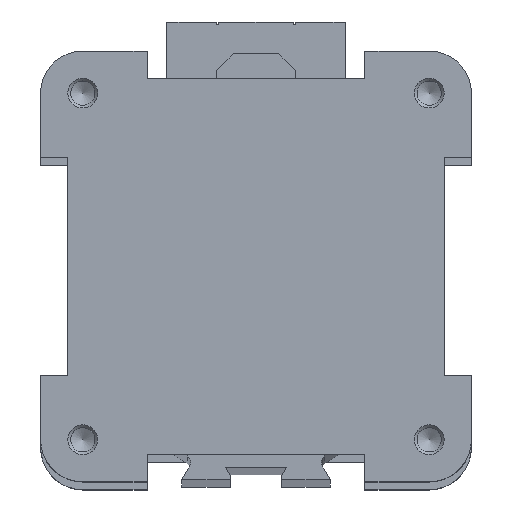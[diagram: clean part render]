
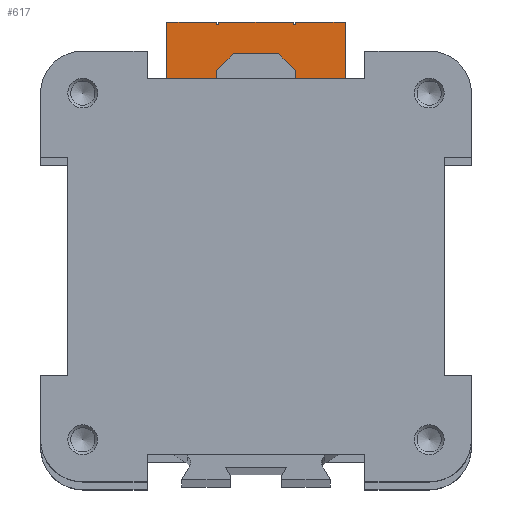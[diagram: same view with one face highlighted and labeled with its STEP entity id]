
A CAD part, top view. The second image highlights one B-rep face of the part: STEP entity #617.
In plain terms, the highlighted planar face has unit normal (0, 0, 1).
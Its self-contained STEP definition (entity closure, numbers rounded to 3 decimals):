
#617 = ADVANCED_FACE( '', ( #1274 ), #1275, .T. );
#1274 = FACE_OUTER_BOUND( '', #1967, .T. );
#1275 = PLANE( '', #1968 );
#1967 = EDGE_LOOP( '', ( #3567, #3568, #3569, #3570, #3571, #3572, #3573, #3574, #3575, #3576, #3577, #3578, #3579, #3580, #3581, #3582 ) );
#1968 = AXIS2_PLACEMENT_3D( '', #3583, #3584, #3585 );
#3567 = ORIENTED_EDGE( '', *, *, #4459, .T. );
#3568 = ORIENTED_EDGE( '', *, *, #4651, .T. );
#3569 = ORIENTED_EDGE( '', *, *, #4652, .T. );
#3570 = ORIENTED_EDGE( '', *, *, #4653, .T. );
#3571 = ORIENTED_EDGE( '', *, *, #4646, .T. );
#3572 = ORIENTED_EDGE( '', *, *, #4654, .T. );
#3573 = ORIENTED_EDGE( '', *, *, #4655, .T. );
#3574 = ORIENTED_EDGE( '', *, *, #4097, .T. );
#3575 = ORIENTED_EDGE( '', *, *, #4535, .T. );
#3576 = ORIENTED_EDGE( '', *, *, #4618, .T. );
#3577 = ORIENTED_EDGE( '', *, *, #4277, .T. );
#3578 = ORIENTED_EDGE( '', *, *, #4370, .T. );
#3579 = ORIENTED_EDGE( '', *, *, #4346, .T. );
#3580 = ORIENTED_EDGE( '', *, *, #4643, .T. );
#3581 = ORIENTED_EDGE( '', *, *, #4603, .T. );
#3582 = ORIENTED_EDGE( '', *, *, #4656, .T. );
#3583 = CARTESIAN_POINT( '', ( 0., 0., 400. ) );
#3584 = DIRECTION( '', ( 0., 0., 1. ) );
#3585 = DIRECTION( '', ( 1., 0., 0. ) );
#4097 = EDGE_CURVE( '', #4896, #4894, #4897, .T. );
#4277 = EDGE_CURVE( '', #5201, #5199, #5202, .T. );
#4346 = EDGE_CURVE( '', #5307, #5305, #5308, .T. );
#4370 = EDGE_CURVE( '', #5199, #5307, #5342, .T. );
#4459 = EDGE_CURVE( '', #5465, #5463, #5466, .T. );
#4535 = EDGE_CURVE( '', #4894, #5568, #5570, .T. );
#4603 = EDGE_CURVE( '', #5655, #5653, #5656, .T. );
#4618 = EDGE_CURVE( '', #5568, #5201, #5672, .T. );
#4643 = EDGE_CURVE( '', #5305, #5655, #5701, .T. );
#4646 = EDGE_CURVE( '', #5705, #5703, #5706, .T. );
#4651 = EDGE_CURVE( '', #5463, #5711, #5712, .T. );
#4652 = EDGE_CURVE( '', #5711, #5713, #5714, .T. );
#4653 = EDGE_CURVE( '', #5713, #5705, #5715, .T. );
#4654 = EDGE_CURVE( '', #5703, #5716, #5717, .T. );
#4655 = EDGE_CURVE( '', #5716, #4896, #5718, .T. );
#4656 = EDGE_CURVE( '', #5653, #5465, #5719, .T. );
#4894 = VERTEX_POINT( '', #6016 );
#4896 = VERTEX_POINT( '', #6019 );
#4897 = LINE( '', #6020, #6021 );
#5199 = VERTEX_POINT( '', #6448 );
#5201 = VERTEX_POINT( '', #6451 );
#5202 = LINE( '', #6452, #6453 );
#5305 = VERTEX_POINT( '', #6601 );
#5307 = VERTEX_POINT( '', #6604 );
#5308 = LINE( '', #6605, #6606 );
#5342 = LINE( '', #6653, #6654 );
#5463 = VERTEX_POINT( '', #6820 );
#5465 = VERTEX_POINT( '', #6823 );
#5466 = LINE( '', #6824, #6825 );
#5568 = VERTEX_POINT( '', #6973 );
#5570 = LINE( '', #6976, #6977 );
#5653 = VERTEX_POINT( '', #7097 );
#5655 = VERTEX_POINT( '', #7100 );
#5656 = LINE( '', #7101, #7102 );
#5672 = LINE( '', #7122, #7123 );
#5701 = LINE( '', #7163, #7164 );
#5703 = VERTEX_POINT( '', #7166 );
#5705 = VERTEX_POINT( '', #7169 );
#5706 = LINE( '', #7170, #7171 );
#5711 = VERTEX_POINT( '', #7177 );
#5712 = LINE( '', #7178, #7179 );
#5713 = VERTEX_POINT( '', #7180 );
#5714 = LINE( '', #7181, #7182 );
#5715 = CIRCLE( '', #7183, 25. );
#5716 = VERTEX_POINT( '', #7184 );
#5717 = LINE( '', #7185, #7186 );
#5718 = LINE( '', #7187, #7188 );
#5719 = LINE( '', #7189, #7190 );
#6016 = CARTESIAN_POINT( '', ( 8., 49.5, 400. ) );
#6019 = CARTESIAN_POINT( '', ( 18., 49.5, 400. ) );
#6020 = CARTESIAN_POINT( '', ( 18., 49.5, 400. ) );
#6021 = VECTOR( '', #7389, 1000. );
#6448 = CARTESIAN_POINT( '', ( 7.5, 49.5, 400. ) );
#6451 = CARTESIAN_POINT( '', ( 7.5, 49., 400. ) );
#6452 = CARTESIAN_POINT( '', ( 7.5, 49., 400. ) );
#6453 = VECTOR( '', #7588, 1000. );
#6601 = CARTESIAN_POINT( '', ( -7.5, 49., 400. ) );
#6604 = CARTESIAN_POINT( '', ( -7.5, 49.5, 400. ) );
#6605 = CARTESIAN_POINT( '', ( -7.5, 49.5, 400. ) );
#6606 = VECTOR( '', #7650, 1000. );
#6653 = CARTESIAN_POINT( '', ( 7.5, 49.5, 400. ) );
#6654 = VECTOR( '', #7673, 1000. );
#6820 = CARTESIAN_POINT( '', ( -18., 34., 400. ) );
#6823 = CARTESIAN_POINT( '', ( -18., 49.5, 400. ) );
#6824 = CARTESIAN_POINT( '', ( -18., 49.5, 400. ) );
#6825 = VECTOR( '', #7765, 1000. );
#6973 = CARTESIAN_POINT( '', ( 8., 49., 400. ) );
#6976 = CARTESIAN_POINT( '', ( 8., 49.5, 400. ) );
#6977 = VECTOR( '', #7849, 1000. );
#7097 = CARTESIAN_POINT( '', ( -8., 49.5, 400. ) );
#7100 = CARTESIAN_POINT( '', ( -8., 49., 400. ) );
#7101 = CARTESIAN_POINT( '', ( -8., 49., 400. ) );
#7102 = VECTOR( '', #7906, 1000. );
#7122 = CARTESIAN_POINT( '', ( 8., 49., 400. ) );
#7123 = VECTOR( '', #7914, 1000. );
#7163 = CARTESIAN_POINT( '', ( -7.5, 49., 400. ) );
#7164 = VECTOR( '', #7929, 1000. );
#7166 = CARTESIAN_POINT( '', ( 4., 34., 400. ) );
#7169 = CARTESIAN_POINT( '', ( 4., 24.678, 400. ) );
#7170 = CARTESIAN_POINT( '', ( 4., 24.678, 400. ) );
#7171 = VECTOR( '', #7931, 1000. );
#7177 = CARTESIAN_POINT( '', ( -4., 34., 400. ) );
#7178 = CARTESIAN_POINT( '', ( -18., 34., 400. ) );
#7179 = VECTOR( '', #7933, 1000. );
#7180 = CARTESIAN_POINT( '', ( -4., 24.678, 400. ) );
#7181 = CARTESIAN_POINT( '', ( -4., 34., 400. ) );
#7182 = VECTOR( '', #7934, 1000. );
#7183 = AXIS2_PLACEMENT_3D( '', #7935, #7936, #7937 );
#7184 = CARTESIAN_POINT( '', ( 18., 34., 400. ) );
#7185 = CARTESIAN_POINT( '', ( -18., 34., 400. ) );
#7186 = VECTOR( '', #7938, 1000. );
#7187 = CARTESIAN_POINT( '', ( 18., 34., 400. ) );
#7188 = VECTOR( '', #7939, 1000. );
#7189 = CARTESIAN_POINT( '', ( -8., 49.5, 400. ) );
#7190 = VECTOR( '', #7940, 1000. );
#7389 = DIRECTION( '', ( -1., 0., 0. ) );
#7588 = DIRECTION( '', ( 0., 1., 0. ) );
#7650 = DIRECTION( '', ( 0., -1., 0. ) );
#7673 = DIRECTION( '', ( -1., 0., 0. ) );
#7765 = DIRECTION( '', ( 0., -1., 0. ) );
#7849 = DIRECTION( '', ( 0., -1., 0. ) );
#7906 = DIRECTION( '', ( 0., 1., 0. ) );
#7914 = DIRECTION( '', ( -1., 0., 0. ) );
#7929 = DIRECTION( '', ( -1., 0., 0. ) );
#7931 = DIRECTION( '', ( 0., 1., 0. ) );
#7933 = DIRECTION( '', ( 1., 0., 0. ) );
#7934 = DIRECTION( '', ( 0., -1., 0. ) );
#7935 = CARTESIAN_POINT( '', ( 0., 0., 400. ) );
#7936 = DIRECTION( '', ( 0., 0., 1. ) );
#7937 = DIRECTION( '', ( 1., 0., 0. ) );
#7938 = DIRECTION( '', ( 1., 0., 0. ) );
#7939 = DIRECTION( '', ( 0., 1., 0. ) );
#7940 = DIRECTION( '', ( -1., 0., 0. ) );
